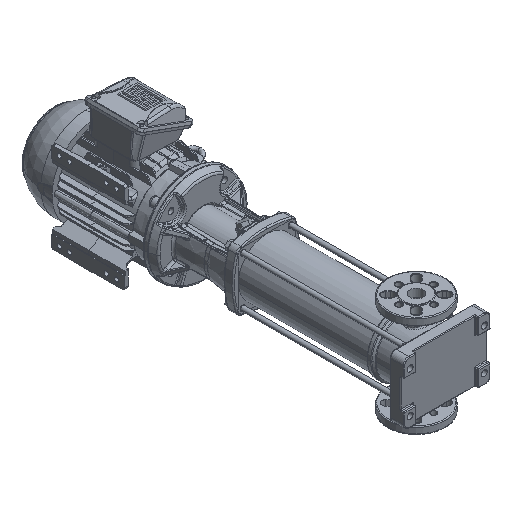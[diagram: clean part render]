
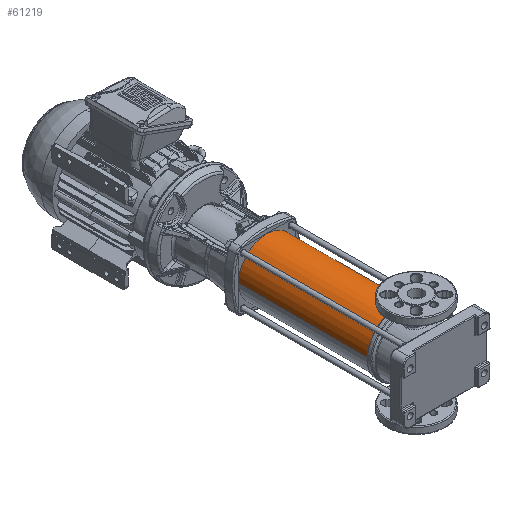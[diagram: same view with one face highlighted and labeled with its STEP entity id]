
A CAD part, isometric view. The second image highlights one B-rep face of the part: STEP entity #61219.
In plain terms, the highlighted cylindrical face has radius 68.75 mm (diameter 137.5 mm), a partial arc.
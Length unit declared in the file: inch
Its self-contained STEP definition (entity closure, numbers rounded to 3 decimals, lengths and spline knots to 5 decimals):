
#2246 = VERTEX_POINT ( 'NONE', #110145 ) ;
#9788 = CARTESIAN_POINT ( 'NONE',  ( 0., 1.54331, 0. ) ) ;
#9938 = LINE ( 'NONE', #141025, #119377 ) ;
#22997 = CARTESIAN_POINT ( 'NONE',  ( 0., 14.30315, 0. ) ) ;
#31533 = CIRCLE ( 'NONE', #94460, 2.70669 ) ;
#41087 = EDGE_CURVE ( 'NONE', #124593, #65615, #9938, .T. ) ;
#42818 = CARTESIAN_POINT ( 'NONE',  ( 0., 14.30315, -2.70669 ) ) ;
#43732 = DIRECTION ( 'NONE',  ( 0., 1., 0. ) ) ;
#44512 = FACE_OUTER_BOUND ( 'NONE', #61595, .T. ) ;
#53580 = ORIENTED_EDGE ( 'NONE', *, *, #96511, .T. ) ;
#61219 = ADVANCED_FACE ( 'NONE', ( #44512 ), #104512, .T. ) ;
#61595 = EDGE_LOOP ( 'NONE', ( #85773, #53580, #79126, #65983 ) ) ;
#62850 = AXIS2_PLACEMENT_3D ( 'NONE', #9788, #43732, #100799 ) ;
#65615 = VERTEX_POINT ( 'NONE', #109671 ) ;
#65983 = ORIENTED_EDGE ( 'NONE', *, *, #129973, .T. ) ;
#67565 = DIRECTION ( 'NONE',  ( 0., 1., 0. ) ) ;
#79126 = ORIENTED_EDGE ( 'NONE', *, *, #41087, .T. ) ;
#80036 = CARTESIAN_POINT ( 'NONE',  ( 0., 1.85827, 2.70669 ) ) ;
#81553 = VECTOR ( 'NONE', #118961, 39.37008 ) ;
#85773 = ORIENTED_EDGE ( 'NONE', *, *, #91652, .F. ) ;
#91652 = EDGE_CURVE ( 'NONE', #2246, #136312, #95257, .T. ) ;
#94460 = AXIS2_PLACEMENT_3D ( 'NONE', #142057, #139757, #138975 ) ;
#95257 = LINE ( 'NONE', #106347, #81553 ) ;
#96511 = EDGE_CURVE ( 'NONE', #2246, #124593, #31533, .T. ) ;
#100799 = DIRECTION ( 'NONE',  ( 0., 0., 1. ) ) ;
#104512 = CYLINDRICAL_SURFACE ( 'NONE', #62850, 2.70669 ) ;
#106347 = CARTESIAN_POINT ( 'NONE',  ( 0., 1.54331, -2.70669 ) ) ;
#108943 = DIRECTION ( 'NONE',  ( 0., 0., -1. ) ) ;
#109671 = CARTESIAN_POINT ( 'NONE',  ( 0., 14.30315, 2.70669 ) ) ;
#110145 = CARTESIAN_POINT ( 'NONE',  ( 0., 1.85827, -2.70669 ) ) ;
#113364 = CIRCLE ( 'NONE', #133549, 2.70669 ) ;
#118961 = DIRECTION ( 'NONE',  ( 0., 1., 0. ) ) ;
#119377 = VECTOR ( 'NONE', #67565, 39.37008 ) ;
#121585 = DIRECTION ( 'NONE',  ( 0., -1., 0. ) ) ;
#124593 = VERTEX_POINT ( 'NONE', #80036 ) ;
#129973 = EDGE_CURVE ( 'NONE', #65615, #136312, #113364, .T. ) ;
#133549 = AXIS2_PLACEMENT_3D ( 'NONE', #22997, #121585, #108943 ) ;
#136312 = VERTEX_POINT ( 'NONE', #42818 ) ;
#138975 = DIRECTION ( 'NONE',  ( 0., 0., 1. ) ) ;
#139757 = DIRECTION ( 'NONE',  ( 0., 1., 0. ) ) ;
#141025 = CARTESIAN_POINT ( 'NONE',  ( 0., 1.54331, 2.70669 ) ) ;
#142057 = CARTESIAN_POINT ( 'NONE',  ( 0., 1.85827, 0. ) ) ;
